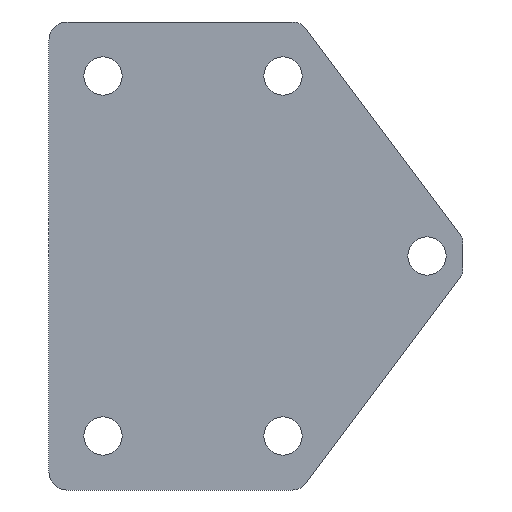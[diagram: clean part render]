
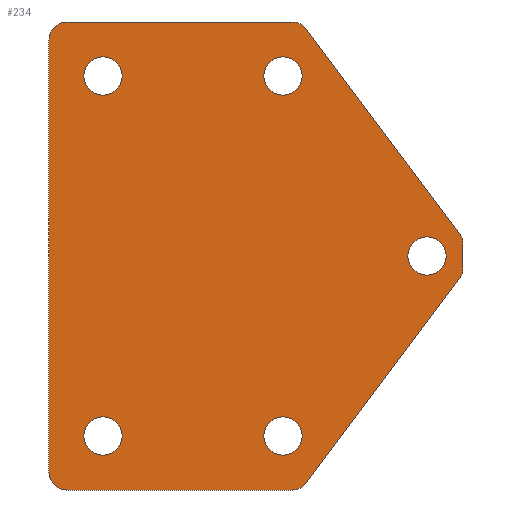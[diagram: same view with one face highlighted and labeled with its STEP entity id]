
A CAD part, front view. The second image highlights one B-rep face of the part: STEP entity #234.
In plain terms, the highlighted planar face has unit normal (0, -1, 0).
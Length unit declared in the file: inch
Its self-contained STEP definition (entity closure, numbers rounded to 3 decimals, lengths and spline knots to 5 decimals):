
#9 = DIRECTION ( 'NONE',  ( 0., 0., 1. ) ) ;
#10 = VECTOR ( 'NONE', #392, 39.37008 ) ;
#13 = EDGE_LOOP ( 'NONE', ( #385 ) ) ;
#19 = AXIS2_PLACEMENT_3D ( 'NONE', #557, #254, #9 ) ;
#21 = AXIS2_PLACEMENT_3D ( 'NONE', #607, #200, #551 ) ;
#22 = DIRECTION ( 'NONE',  ( -0.6, 0., 0.8 ) ) ;
#26 = VERTEX_POINT ( 'NONE', #53 ) ;
#34 = CARTESIAN_POINT ( 'NONE',  ( -1.0625, 0., 0.508 ) ) ;
#38 = DIRECTION ( 'NONE',  ( 0., 1., 0. ) ) ;
#41 = CIRCLE ( 'NONE', #464, 0.125 ) ;
#42 = CARTESIAN_POINT ( 'NONE',  ( -1.4375, 0., 3.25 ) ) ;
#51 = EDGE_CURVE ( 'NONE', #343, #124, #558, .T. ) ;
#53 = CARTESIAN_POINT ( 'NONE',  ( 1.4125, 0., 1.78333 ) ) ;
#57 = CARTESIAN_POINT ( 'NONE',  ( 1.4375, 0., 3.25 ) ) ;
#64 = FACE_BOUND ( 'NONE', #13, .T. ) ;
#71 = CARTESIAN_POINT ( 'NONE',  ( 0.25, 0., 0.125 ) ) ;
#76 = CARTESIAN_POINT ( 'NONE',  ( 0.1875, 0., 0.508 ) ) ;
#77 = VERTEX_POINT ( 'NONE', #329 ) ;
#83 = AXIS2_PLACEMENT_3D ( 'NONE', #653, #253, #446 ) ;
#88 = EDGE_CURVE ( 'NONE', #106, #632, #344, .T. ) ;
#91 = ORIENTED_EDGE ( 'NONE', *, *, #176, .T. ) ;
#98 = EDGE_CURVE ( 'NONE', #135, #26, #522, .T. ) ;
#100 = FACE_BOUND ( 'NONE', #391, .T. ) ;
#102 = CARTESIAN_POINT ( 'NONE',  ( 0.1875, 0., 3.008 ) ) ;
#103 = CARTESIAN_POINT ( 'NONE',  ( 0.25, 0., 3.25 ) ) ;
#106 = VERTEX_POINT ( 'NONE', #592 ) ;
#108 = EDGE_CURVE ( 'NONE', #353, #337, #542, .T. ) ;
#109 = DIRECTION ( 'NONE',  ( 0., 0., -1. ) ) ;
#111 = EDGE_CURVE ( 'NONE', #26, #402, #648, .T. ) ;
#117 = EDGE_CURVE ( 'NONE', #106, #562, #319, .T. ) ;
#122 = CARTESIAN_POINT ( 'NONE',  ( -1.3125, 0., 3.125 ) ) ;
#123 = CARTESIAN_POINT ( 'NONE',  ( -1.4375, 0., 0.125 ) ) ;
#124 = VERTEX_POINT ( 'NONE', #623 ) ;
#128 = CARTESIAN_POINT ( 'NONE',  ( 1.4125, 0., 1.46667 ) ) ;
#135 = VERTEX_POINT ( 'NONE', #359 ) ;
#137 = CARTESIAN_POINT ( 'NONE',  ( 0.35, 0., 3.2 ) ) ;
#140 = DIRECTION ( 'NONE',  ( 0., 0., -1. ) ) ;
#151 = DIRECTION ( 'NONE',  ( 0., 0., -1. ) ) ;
#161 = PLANE ( 'NONE',  #339 ) ;
#162 = ORIENTED_EDGE ( 'NONE', *, *, #534, .F. ) ;
#166 = EDGE_CURVE ( 'NONE', #135, #388, #315, .T. ) ;
#169 = AXIS2_PLACEMENT_3D ( 'NONE', #299, #394, #140 ) ;
#176 = EDGE_CURVE ( 'NONE', #597, #597, #397, .T. ) ;
#178 = ORIENTED_EDGE ( 'NONE', *, *, #207, .T. ) ;
#180 = CIRCLE ( 'NONE', #192, 0.133 ) ;
#184 = ORIENTED_EDGE ( 'NONE', *, *, #117, .T. ) ;
#192 = AXIS2_PLACEMENT_3D ( 'NONE', #354, #209, #415 ) ;
#195 = DIRECTION ( 'NONE',  ( 0., 0., -1. ) ) ;
#200 = DIRECTION ( 'NONE',  ( 0., -1., 0. ) ) ;
#207 = EDGE_CURVE ( 'NONE', #337, #388, #41, .T. ) ;
#209 = DIRECTION ( 'NONE',  ( 0., 1., 0. ) ) ;
#212 = DIRECTION ( 'NONE',  ( 0., -1., 0. ) ) ;
#213 = EDGE_LOOP ( 'NONE', ( #538 ) ) ;
#215 = EDGE_LOOP ( 'NONE', ( #268, #178, #572, #217, #322, #245, #272, #184, #162, #346, #276, #251 ) ) ;
#217 = ORIENTED_EDGE ( 'NONE', *, *, #98, .T. ) ;
#221 = VECTOR ( 'NONE', #22, 39.37008 ) ;
#231 = LINE ( 'NONE', #386, #407 ) ;
#234 = ADVANCED_FACE ( 'NONE', ( #257, #408, #100, #611, #508, #64 ), #161, .T. ) ;
#236 = AXIS2_PLACEMENT_3D ( 'NONE', #360, #513, #405 ) ;
#245 = ORIENTED_EDGE ( 'NONE', *, *, #636, .T. ) ;
#246 = VECTOR ( 'NONE', #445, 39.37008 ) ;
#251 = ORIENTED_EDGE ( 'NONE', *, *, #651, .T. ) ;
#252 = CARTESIAN_POINT ( 'NONE',  ( 0.3125, 0., 0. ) ) ;
#253 = DIRECTION ( 'NONE',  ( 0., 1., 0. ) ) ;
#254 = DIRECTION ( 'NONE',  ( 0., 1., 0. ) ) ;
#257 = FACE_OUTER_BOUND ( 'NONE', #215, .T. ) ;
#260 = DIRECTION ( 'NONE',  ( 0., 0., -1. ) ) ;
#268 = ORIENTED_EDGE ( 'NONE', *, *, #108, .T. ) ;
#270 = AXIS2_PLACEMENT_3D ( 'NONE', #71, #307, #260 ) ;
#272 = ORIENTED_EDGE ( 'NONE', *, *, #88, .F. ) ;
#276 = ORIENTED_EDGE ( 'NONE', *, *, #370, .F. ) ;
#280 = CIRCLE ( 'NONE', #236, 0.133 ) ;
#284 = VERTEX_POINT ( 'NONE', #76 ) ;
#287 = ORIENTED_EDGE ( 'NONE', *, *, #582, .T. ) ;
#296 = DIRECTION ( 'NONE',  ( -1., 0., 0. ) ) ;
#299 = CARTESIAN_POINT ( 'NONE',  ( -1.3125, 0., 0.125 ) ) ;
#307 = DIRECTION ( 'NONE',  ( 0., -1., 0. ) ) ;
#315 = LINE ( 'NONE', #57, #609 ) ;
#319 = CIRCLE ( 'NONE', #474, 0.125 ) ;
#322 = ORIENTED_EDGE ( 'NONE', *, *, #111, .T. ) ;
#329 = CARTESIAN_POINT ( 'NONE',  ( -1.0625, 0., 3.008 ) ) ;
#335 = VERTEX_POINT ( 'NONE', #531 ) ;
#337 = VERTEX_POINT ( 'NONE', #128 ) ;
#339 = AXIS2_PLACEMENT_3D ( 'NONE', #563, #450, #109 ) ;
#343 = VERTEX_POINT ( 'NONE', #123 ) ;
#344 = LINE ( 'NONE', #42, #10 ) ;
#346 = ORIENTED_EDGE ( 'NONE', *, *, #51, .T. ) ;
#353 = VERTEX_POINT ( 'NONE', #384 ) ;
#354 = CARTESIAN_POINT ( 'NONE',  ( -1.0625, 0., 0.375 ) ) ;
#359 = CARTESIAN_POINT ( 'NONE',  ( 1.4375, 0., 1.70833 ) ) ;
#360 = CARTESIAN_POINT ( 'NONE',  ( 0.1875, 0., 0.375 ) ) ;
#370 = EDGE_CURVE ( 'NONE', #657, #124, #231, .T. ) ;
#371 = AXIS2_PLACEMENT_3D ( 'NONE', #490, #38, #479 ) ;
#384 = CARTESIAN_POINT ( 'NONE',  ( 0.35, 0., 0.05 ) ) ;
#385 = ORIENTED_EDGE ( 'NONE', *, *, #604, .T. ) ;
#386 = CARTESIAN_POINT ( 'NONE',  ( -1.4375, 0., 0. ) ) ;
#388 = VERTEX_POINT ( 'NONE', #433 ) ;
#391 = EDGE_LOOP ( 'NONE', ( #287 ) ) ;
#392 = DIRECTION ( 'NONE',  ( 1., 0., 0. ) ) ;
#394 = DIRECTION ( 'NONE',  ( 0., -1., 0. ) ) ;
#397 = CIRCLE ( 'NONE', #19, 0.133 ) ;
#402 = VERTEX_POINT ( 'NONE', #137 ) ;
#403 = DIRECTION ( 'NONE',  ( 0., 0., 1. ) ) ;
#405 = DIRECTION ( 'NONE',  ( 0., 0., 1. ) ) ;
#406 = AXIS2_PLACEMENT_3D ( 'NONE', #442, #645, #195 ) ;
#407 = VECTOR ( 'NONE', #296, 39.37008 ) ;
#408 = FACE_BOUND ( 'NONE', #213, .T. ) ;
#412 = EDGE_CURVE ( 'NONE', #77, #77, #587, .T. ) ;
#415 = DIRECTION ( 'NONE',  ( 0., 0., 1. ) ) ;
#430 = ORIENTED_EDGE ( 'NONE', *, *, #412, .T. ) ;
#433 = CARTESIAN_POINT ( 'NONE',  ( 1.4375, 0., 1.54167 ) ) ;
#442 = CARTESIAN_POINT ( 'NONE',  ( 1.3125, 0., 1.70833 ) ) ;
#444 = EDGE_LOOP ( 'NONE', ( #91 ) ) ;
#445 = DIRECTION ( 'NONE',  ( 0.6, 0., 0.8 ) ) ;
#446 = DIRECTION ( 'NONE',  ( 0., 0., 1. ) ) ;
#449 = CARTESIAN_POINT ( 'NONE',  ( -1.4375, 0., 3.125 ) ) ;
#450 = DIRECTION ( 'NONE',  ( 0., -1., 0. ) ) ;
#453 = CIRCLE ( 'NONE', #21, 0.125 ) ;
#456 = CARTESIAN_POINT ( 'NONE',  ( 1.3125, 0., 1.54167 ) ) ;
#463 = EDGE_LOOP ( 'NONE', ( #430 ) ) ;
#464 = AXIS2_PLACEMENT_3D ( 'NONE', #456, #212, #549 ) ;
#474 = AXIS2_PLACEMENT_3D ( 'NONE', #122, #521, #476 ) ;
#476 = DIRECTION ( 'NONE',  ( 0., 0., -1. ) ) ;
#479 = DIRECTION ( 'NONE',  ( 0., 0., 1. ) ) ;
#490 = CARTESIAN_POINT ( 'NONE',  ( -1.0625, 0., 2.875 ) ) ;
#500 = CARTESIAN_POINT ( 'NONE',  ( 0.25, 0., 0. ) ) ;
#507 = CARTESIAN_POINT ( 'NONE',  ( -1.4375, 0., 3.25 ) ) ;
#508 = FACE_BOUND ( 'NONE', #444, .T. ) ;
#513 = DIRECTION ( 'NONE',  ( 0., 1., 0. ) ) ;
#521 = DIRECTION ( 'NONE',  ( 0., -1., 0. ) ) ;
#522 = CIRCLE ( 'NONE', #406, 0.125 ) ;
#531 = CARTESIAN_POINT ( 'NONE',  ( 1.1875, 0., 1.758 ) ) ;
#534 = EDGE_CURVE ( 'NONE', #343, #562, #560, .T. ) ;
#538 = ORIENTED_EDGE ( 'NONE', *, *, #552, .T. ) ;
#542 = LINE ( 'NONE', #252, #246 ) ;
#545 = CIRCLE ( 'NONE', #270, 0.125 ) ;
#549 = DIRECTION ( 'NONE',  ( 0., 0., -1. ) ) ;
#551 = DIRECTION ( 'NONE',  ( 0., 0., -1. ) ) ;
#552 = EDGE_CURVE ( 'NONE', #335, #335, #599, .T. ) ;
#557 = CARTESIAN_POINT ( 'NONE',  ( 0.1875, 0., 2.875 ) ) ;
#558 = CIRCLE ( 'NONE', #169, 0.125 ) ;
#560 = LINE ( 'NONE', #507, #568 ) ;
#562 = VERTEX_POINT ( 'NONE', #449 ) ;
#563 = CARTESIAN_POINT ( 'NONE',  ( 0., 0., 0. ) ) ;
#568 = VECTOR ( 'NONE', #403, 39.37008 ) ;
#571 = CARTESIAN_POINT ( 'NONE',  ( 1.4375, 0., 1.75 ) ) ;
#572 = ORIENTED_EDGE ( 'NONE', *, *, #166, .F. ) ;
#582 = EDGE_CURVE ( 'NONE', #628, #628, #180, .T. ) ;
#587 = CIRCLE ( 'NONE', #371, 0.133 ) ;
#592 = CARTESIAN_POINT ( 'NONE',  ( -1.3125, 0., 3.25 ) ) ;
#597 = VERTEX_POINT ( 'NONE', #102 ) ;
#599 = CIRCLE ( 'NONE', #83, 0.133 ) ;
#604 = EDGE_CURVE ( 'NONE', #284, #284, #280, .T. ) ;
#607 = CARTESIAN_POINT ( 'NONE',  ( 0.25, 0., 3.125 ) ) ;
#609 = VECTOR ( 'NONE', #151, 39.37008 ) ;
#611 = FACE_BOUND ( 'NONE', #463, .T. ) ;
#623 = CARTESIAN_POINT ( 'NONE',  ( -1.3125, 0., 0. ) ) ;
#628 = VERTEX_POINT ( 'NONE', #34 ) ;
#632 = VERTEX_POINT ( 'NONE', #103 ) ;
#636 = EDGE_CURVE ( 'NONE', #402, #632, #453, .T. ) ;
#645 = DIRECTION ( 'NONE',  ( 0., -1., 0. ) ) ;
#648 = LINE ( 'NONE', #571, #221 ) ;
#651 = EDGE_CURVE ( 'NONE', #657, #353, #545, .T. ) ;
#653 = CARTESIAN_POINT ( 'NONE',  ( 1.1875, 0., 1.625 ) ) ;
#657 = VERTEX_POINT ( 'NONE', #500 ) ;
